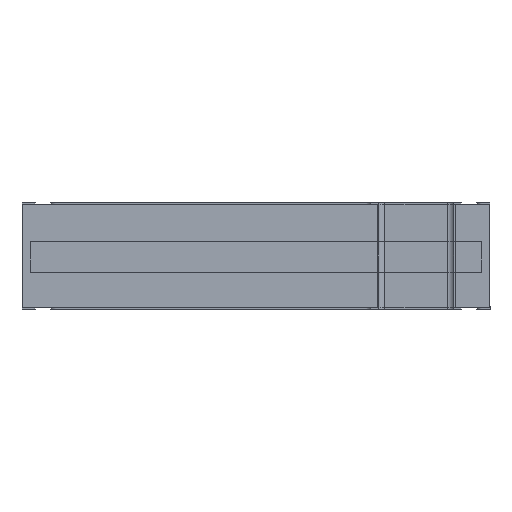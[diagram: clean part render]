
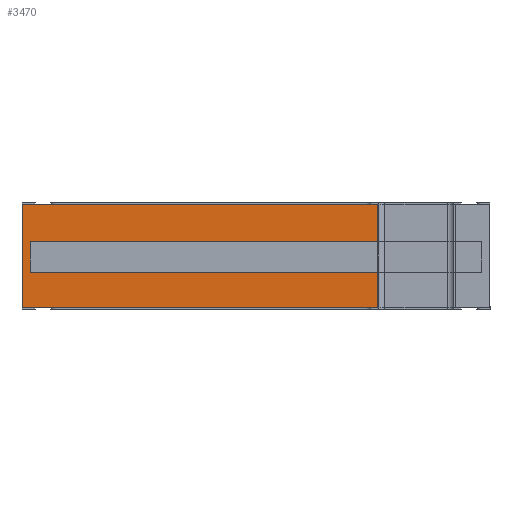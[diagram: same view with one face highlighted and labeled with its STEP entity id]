
A CAD part, front view. The second image highlights one B-rep face of the part: STEP entity #3470.
In plain terms, the highlighted planar face has unit normal (0, -1, 0).
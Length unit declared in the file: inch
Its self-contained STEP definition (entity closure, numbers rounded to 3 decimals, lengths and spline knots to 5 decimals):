
#186 = CARTESIAN_POINT ( 'NONE',  ( -0.50114, -0.34128, 0.071 ) ) ;
#208 = ORIENTED_EDGE ( 'NONE', *, *, #10714, .T. ) ;
#266 = VERTEX_POINT ( 'NONE', #11119 ) ;
#417 = LINE ( 'NONE', #10827, #2732 ) ;
#488 = VECTOR ( 'NONE', #2965, 39.37008 ) ;
#542 = DIRECTION ( 'NONE',  ( 0., 0., -1. ) ) ;
#548 = CARTESIAN_POINT ( 'NONE',  ( -0.43375, -0.34128, 0.071 ) ) ;
#672 = AXIS2_PLACEMENT_3D ( 'NONE', #5606, #8444, #6647 ) ;
#938 = CARTESIAN_POINT ( 'NONE',  ( 0.23249, -0.34128, 0.071 ) ) ;
#1102 = CARTESIAN_POINT ( 'NONE',  ( -0.50114, -0.34128, 0.201 ) ) ;
#1881 = VERTEX_POINT ( 'NONE', #938 ) ;
#1896 = DIRECTION ( 'NONE',  ( -1., 0., 0. ) ) ;
#2517 = CARTESIAN_POINT ( 'NONE',  ( -0.50114, -0.34128, 0.12925 ) ) ;
#2732 = VECTOR ( 'NONE', #3122, 39.37008 ) ;
#2914 = LINE ( 'NONE', #7595, #8918 ) ;
#2965 = DIRECTION ( 'NONE',  ( -1., 0., 0. ) ) ;
#3122 = DIRECTION ( 'NONE',  ( 0., 0., 1. ) ) ;
#3470 = ADVANCED_FACE ( 'NONE', ( #8382 ), #6337, .T. ) ;
#3544 = EDGE_CURVE ( 'NONE', #1881, #10574, #10348, .T. ) ;
#3653 = VERTEX_POINT ( 'NONE', #9725 ) ;
#3790 = DIRECTION ( 'NONE',  ( 0., 0., 1. ) ) ;
#3800 = CARTESIAN_POINT ( 'NONE',  ( 0.23249, -0.34128, 0.12925 ) ) ;
#3807 = VECTOR ( 'NONE', #9754, 39.37008 ) ;
#4140 = VECTOR ( 'NONE', #542, 39.37008 ) ;
#4215 = CARTESIAN_POINT ( 'NONE',  ( 0.23249, -0.34128, 0.11306 ) ) ;
#4719 = VECTOR ( 'NONE', #1896, 39.37008 ) ;
#4735 = VERTEX_POINT ( 'NONE', #10843 ) ;
#4770 = ORIENTED_EDGE ( 'NONE', *, *, #10547, .T. ) ;
#4836 = LINE ( 'NONE', #1102, #4719 ) ;
#5207 = EDGE_CURVE ( 'NONE', #9331, #10570, #4836, .T. ) ;
#5229 = VERTEX_POINT ( 'NONE', #3800 ) ;
#5236 = ORIENTED_EDGE ( 'NONE', *, *, #7839, .T. ) ;
#5302 = EDGE_CURVE ( 'NONE', #10570, #4735, #8847, .T. ) ;
#5606 = CARTESIAN_POINT ( 'NONE',  ( -0.50114, -0.34128, 0.11306 ) ) ;
#5945 = ORIENTED_EDGE ( 'NONE', *, *, #7113, .T. ) ;
#6293 = ORIENTED_EDGE ( 'NONE', *, *, #5302, .T. ) ;
#6337 = PLANE ( 'NONE',  #672 ) ;
#6398 = ORIENTED_EDGE ( 'NONE', *, *, #10965, .F. ) ;
#6647 = DIRECTION ( 'NONE',  ( -1., 0., 0. ) ) ;
#6766 = VECTOR ( 'NONE', #7242, 39.37008 ) ;
#7113 = EDGE_CURVE ( 'NONE', #5229, #9331, #8029, .T. ) ;
#7242 = DIRECTION ( 'NONE',  ( 1., 0., 0. ) ) ;
#7361 = ORIENTED_EDGE ( 'NONE', *, *, #5207, .T. ) ;
#7454 = DIRECTION ( 'NONE',  ( -1., 0., 0. ) ) ;
#7595 = CARTESIAN_POINT ( 'NONE',  ( 0.35387, -0.34128, 0.003 ) ) ;
#7839 = EDGE_CURVE ( 'NONE', #10574, #266, #417, .T. ) ;
#8029 = LINE ( 'NONE', #4215, #3807 ) ;
#8079 = VECTOR ( 'NONE', #3790, 39.37008 ) ;
#8104 = CARTESIAN_POINT ( 'NONE',  ( -0.44943, -0.34128, 0.201 ) ) ;
#8382 = FACE_OUTER_BOUND ( 'NONE', #11226, .T. ) ;
#8444 = DIRECTION ( 'NONE',  ( 0., -1., 0. ) ) ;
#8847 = LINE ( 'NONE', #9828, #4140 ) ;
#8918 = VECTOR ( 'NONE', #7454, 39.37008 ) ;
#9331 = VERTEX_POINT ( 'NONE', #9458 ) ;
#9458 = CARTESIAN_POINT ( 'NONE',  ( 0.23249, -0.34128, 0.201 ) ) ;
#9725 = CARTESIAN_POINT ( 'NONE',  ( 0.23249, -0.34128, 0.003 ) ) ;
#9754 = DIRECTION ( 'NONE',  ( 0., 0., 1. ) ) ;
#9828 = CARTESIAN_POINT ( 'NONE',  ( -0.44943, -0.34128, 0.11306 ) ) ;
#10325 = CARTESIAN_POINT ( 'NONE',  ( 0.23249, -0.34128, 0.11306 ) ) ;
#10348 = LINE ( 'NONE', #186, #488 ) ;
#10547 = EDGE_CURVE ( 'NONE', #266, #5229, #10840, .T. ) ;
#10570 = VERTEX_POINT ( 'NONE', #8104 ) ;
#10574 = VERTEX_POINT ( 'NONE', #548 ) ;
#10714 = EDGE_CURVE ( 'NONE', #3653, #1881, #11187, .T. ) ;
#10781 = ORIENTED_EDGE ( 'NONE', *, *, #3544, .T. ) ;
#10827 = CARTESIAN_POINT ( 'NONE',  ( -0.43375, -0.34128, 0.11306 ) ) ;
#10840 = LINE ( 'NONE', #2517, #6766 ) ;
#10843 = CARTESIAN_POINT ( 'NONE',  ( -0.44943, -0.34128, 0.003 ) ) ;
#10965 = EDGE_CURVE ( 'NONE', #3653, #4735, #2914, .T. ) ;
#11119 = CARTESIAN_POINT ( 'NONE',  ( -0.43375, -0.34128, 0.12925 ) ) ;
#11187 = LINE ( 'NONE', #10325, #8079 ) ;
#11226 = EDGE_LOOP ( 'NONE', ( #5236, #4770, #5945, #7361, #6293, #6398, #208, #10781 ) ) ;
